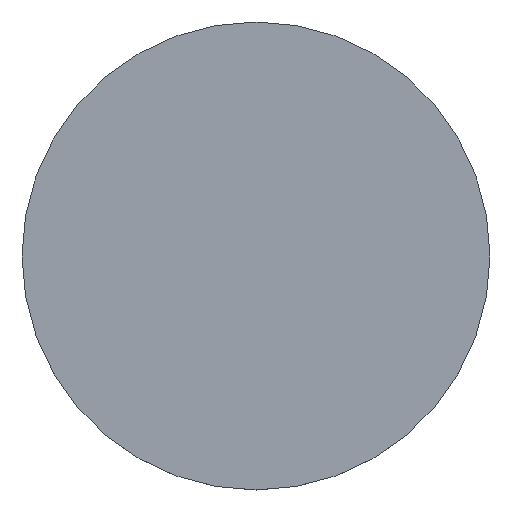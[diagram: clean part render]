
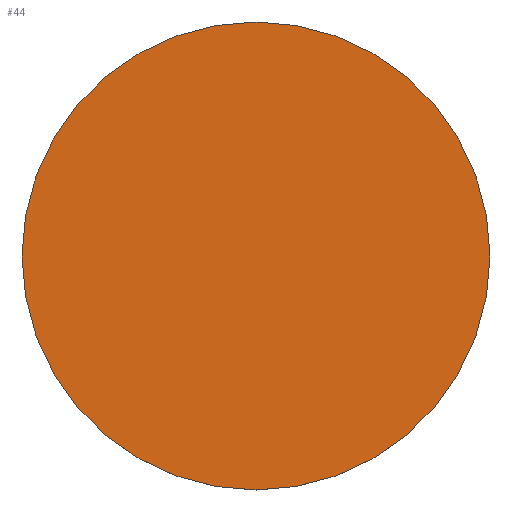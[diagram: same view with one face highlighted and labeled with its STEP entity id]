
A CAD part, top view. The second image highlights one B-rep face of the part: STEP entity #44.
In plain terms, the highlighted planar face has unit normal (0, 0, 1).
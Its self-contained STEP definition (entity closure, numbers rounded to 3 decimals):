
#15 = DIRECTION ( 'NONE',  ( 1., 0., 0. ) ) ;
#16 = ORIENTED_EDGE ( 'NONE', *, *, #68, .F. ) ;
#34 = CARTESIAN_POINT ( 'NONE',  ( 38.1, 0., 8. ) ) ;
#41 = CARTESIAN_POINT ( 'NONE',  ( 0., 0., 8. ) ) ;
#44 = ADVANCED_FACE ( 'NONE', ( #199 ), #195, .T. ) ;
#51 = CARTESIAN_POINT ( 'NONE',  ( 0., 0., 8. ) ) ;
#68 = EDGE_CURVE ( 'NONE', #191, #185, #136, .T. ) ;
#91 = DIRECTION ( 'NONE',  ( 0., 0., -1. ) ) ;
#96 = DIRECTION ( 'NONE',  ( 0., 0., 1. ) ) ;
#126 = CARTESIAN_POINT ( 'NONE',  ( -38.1, 0., 8. ) ) ;
#136 = CIRCLE ( 'NONE', #167, 38.1 ) ;
#156 = DIRECTION ( 'NONE',  ( 1., 0., 0. ) ) ;
#161 = ORIENTED_EDGE ( 'NONE', *, *, #178, .F. ) ;
#167 = AXIS2_PLACEMENT_3D ( 'NONE', #41, #201, #15 ) ;
#173 = EDGE_LOOP ( 'NONE', ( #16, #161 ) ) ;
#175 = AXIS2_PLACEMENT_3D ( 'NONE', #51, #91, #188 ) ;
#177 = AXIS2_PLACEMENT_3D ( 'NONE', #230, #96, #156 ) ;
#178 = EDGE_CURVE ( 'NONE', #185, #191, #206, .T. ) ;
#185 = VERTEX_POINT ( 'NONE', #126 ) ;
#188 = DIRECTION ( 'NONE',  ( 1., 0., 0. ) ) ;
#191 = VERTEX_POINT ( 'NONE', #34 ) ;
#195 = PLANE ( 'NONE',  #177 ) ;
#199 = FACE_OUTER_BOUND ( 'NONE', #173, .T. ) ;
#201 = DIRECTION ( 'NONE',  ( 0., 0., -1. ) ) ;
#206 = CIRCLE ( 'NONE', #175, 38.1 ) ;
#230 = CARTESIAN_POINT ( 'NONE',  ( 0., 77.928, 8. ) ) ;
